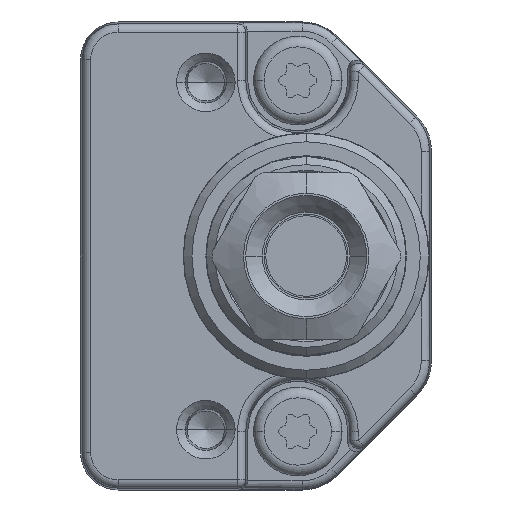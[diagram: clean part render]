
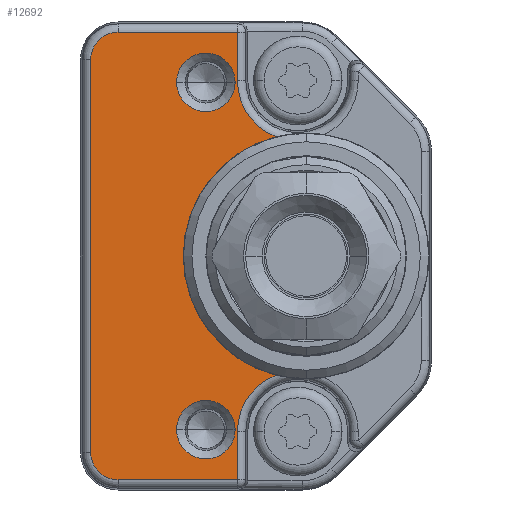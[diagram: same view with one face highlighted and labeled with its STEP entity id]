
A CAD part, left-side view. The second image highlights one B-rep face of the part: STEP entity #12692.
In plain terms, the highlighted planar face has unit normal (-1, 0, 0).
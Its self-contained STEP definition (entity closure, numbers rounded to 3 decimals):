
#500=CARTESIAN_POINT('',(-13.,9.297,-7.127));
#640=CARTESIAN_POINT('',(-13.,9.297,7.127));
#663=CARTESIAN_POINT('',(-13.,8.,-10.5));
#664=DIRECTION('',(1.,0.,0.));
#665=DIRECTION('',(0.,1.,0.));
#666=AXIS2_PLACEMENT_3D('',#663,#664,#665);
#668=DIRECTION('',(0.,0.,1.));
#669=VECTOR('',#668,2.891);
#670=CARTESIAN_POINT('',(-13.,11.614,-13.391));
#671=LINE('',#670,#669);
#672=DIRECTION('',(0.,-1.,0.));
#673=VECTOR('',#672,7.136);
#674=CARTESIAN_POINT('',(-13.,18.75,-13.391));
#675=LINE('',#674,#673);
#676=CARTESIAN_POINT('',(-13.,18.75,-11.75));
#677=DIRECTION('',(-1.,0.,0.));
#678=DIRECTION('',(0.,1.,0.));
#679=AXIS2_PLACEMENT_3D('',#676,#677,#678);
#681=DIRECTION('',(0.,0.,-1.));
#682=VECTOR('',#681,23.5);
#683=CARTESIAN_POINT('',(-13.,20.391,11.75));
#684=LINE('',#683,#682);
#685=CARTESIAN_POINT('',(-13.,18.75,11.75));
#686=DIRECTION('',(-1.,0.,0.));
#687=DIRECTION('',(0.,0.,1.));
#688=AXIS2_PLACEMENT_3D('',#685,#686,#687);
#690=DIRECTION('',(0.,1.,0.));
#691=VECTOR('',#690,7.136);
#692=CARTESIAN_POINT('',(-13.,11.614,13.391));
#693=LINE('',#692,#691);
#694=DIRECTION('',(0.,0.,1.));
#695=VECTOR('',#694,2.891);
#696=CARTESIAN_POINT('',(-13.,11.614,10.5));
#697=LINE('',#696,#695);
#698=CARTESIAN_POINT('',(-13.,8.,10.5));
#699=DIRECTION('',(1.,0.,0.));
#700=DIRECTION('',(0.,0.359,-0.933));
#701=AXIS2_PLACEMENT_3D('',#698,#699,#700);
#703=CARTESIAN_POINT('',(-13.,7.5,0.));
#704=DIRECTION('',(-1.,0.,0.));
#705=DIRECTION('',(0.,0.244,0.97));
#706=AXIS2_PLACEMENT_3D('',#703,#704,#705);
#708=CARTESIAN_POINT('',(-13.,13.5,-10.392));
#709=DIRECTION('',(1.,0.,0.));
#710=DIRECTION('',(0.,-1.,0.));
#711=AXIS2_PLACEMENT_3D('',#708,#709,#710);
#713=CARTESIAN_POINT('',(-13.,13.5,-10.392));
#714=DIRECTION('',(1.,0.,0.));
#715=DIRECTION('',(0.,1.,0.));
#716=AXIS2_PLACEMENT_3D('',#713,#714,#715);
#718=CARTESIAN_POINT('',(-13.,13.5,10.392));
#719=DIRECTION('',(1.,0.,0.));
#720=DIRECTION('',(0.,-1.,0.));
#721=AXIS2_PLACEMENT_3D('',#718,#719,#720);
#723=CARTESIAN_POINT('',(-13.,13.5,10.392));
#724=DIRECTION('',(1.,0.,0.));
#725=DIRECTION('',(0.,1.,0.));
#726=AXIS2_PLACEMENT_3D('',#723,#724,#725);
#10911=VERTEX_POINT('',#500);
#10912=VERTEX_POINT('',#640);
#10929=CARTESIAN_POINT('',(-13.,20.391,-11.75));
#10930=CARTESIAN_POINT('',(-13.,18.75,-13.391));
#10931=VERTEX_POINT('',#10929);
#10932=VERTEX_POINT('',#10930);
#10937=CARTESIAN_POINT('',(-13.,20.391,11.75));
#10938=VERTEX_POINT('',#10937);
#10941=CARTESIAN_POINT('',(-13.,18.75,13.391));
#10942=VERTEX_POINT('',#10941);
#10971=CARTESIAN_POINT('',(-13.,11.614,-10.5));
#10972=VERTEX_POINT('',#10971);
#10973=CARTESIAN_POINT('',(-13.,11.614,-13.391));
#10974=VERTEX_POINT('',#10973);
#10991=CARTESIAN_POINT('',(-13.,11.614,10.5));
#10992=VERTEX_POINT('',#10991);
#10993=CARTESIAN_POINT('',(-13.,11.614,13.391));
#10994=VERTEX_POINT('',#10993);
#11052=CARTESIAN_POINT('',(-13.,11.75,-10.392));
#11053=CARTESIAN_POINT('',(-13.,15.25,-10.392));
#11054=VERTEX_POINT('',#11052);
#11055=VERTEX_POINT('',#11053);
#11060=CARTESIAN_POINT('',(-13.,11.75,10.392));
#11061=CARTESIAN_POINT('',(-13.,15.25,10.392));
#11062=VERTEX_POINT('',#11060);
#11063=VERTEX_POINT('',#11061);
#12657=CARTESIAN_POINT('',(-13.,0.,0.));
#12658=DIRECTION('',(-1.,0.,0.));
#12659=DIRECTION('',(0.,0.,1.));
#12660=AXIS2_PLACEMENT_3D('',#12657,#12658,#12659);
#12661=PLANE('',#12660);
#12662=ORIENTED_EDGE('',*,*,#12505,.F.);
#12664=ORIENTED_EDGE('',*,*,#12663,.F.);
#12666=ORIENTED_EDGE('',*,*,#12665,.F.);
#12668=ORIENTED_EDGE('',*,*,#12667,.F.);
#12670=ORIENTED_EDGE('',*,*,#12669,.F.);
#12672=ORIENTED_EDGE('',*,*,#12671,.F.);
#12674=ORIENTED_EDGE('',*,*,#12673,.F.);
#12675=ORIENTED_EDGE('',*,*,#12648,.F.);
#12676=ORIENTED_EDGE('',*,*,#12606,.F.);
#12677=ORIENTED_EDGE('',*,*,#12520,.T.);
#12678=EDGE_LOOP('',(#12662,#12664,#12666,#12668,#12670,#12672,#12674,#12675,
#12676,#12677));
#12679=FACE_OUTER_BOUND('',#12678,.F.);
#12681=ORIENTED_EDGE('',*,*,#12680,.F.);
#12683=ORIENTED_EDGE('',*,*,#12682,.F.);
#12684=EDGE_LOOP('',(#12681,#12683));
#12685=FACE_BOUND('',#12684,.F.);
#12687=ORIENTED_EDGE('',*,*,#12686,.F.);
#12689=ORIENTED_EDGE('',*,*,#12688,.F.);
#12690=EDGE_LOOP('',(#12687,#12689));
#12691=FACE_BOUND('',#12690,.F.);
#12692=ADVANCED_FACE('',(#12679,#12685,#12691),#12661,.T.);
#667=CIRCLE('',#666,3.614);
#680=CIRCLE('',#679,1.641);
#689=CIRCLE('',#688,1.641);
#702=CIRCLE('',#701,3.614);
#707=CIRCLE('',#706,7.35);
#712=CIRCLE('',#711,1.75);
#717=CIRCLE('',#716,1.75);
#722=CIRCLE('',#721,1.75);
#727=CIRCLE('',#726,1.75);
#12505=EDGE_CURVE('',#10972,#10911,#667,.T.);
#12520=EDGE_CURVE('',#10912,#10911,#707,.T.);
#12606=EDGE_CURVE('',#10912,#10992,#702,.T.);
#12648=EDGE_CURVE('',#10992,#10994,#697,.T.);
#12663=EDGE_CURVE('',#10974,#10972,#671,.T.);
#12665=EDGE_CURVE('',#10932,#10974,#675,.T.);
#12667=EDGE_CURVE('',#10931,#10932,#680,.T.);
#12669=EDGE_CURVE('',#10938,#10931,#684,.T.);
#12671=EDGE_CURVE('',#10942,#10938,#689,.T.);
#12673=EDGE_CURVE('',#10994,#10942,#693,.T.);
#12680=EDGE_CURVE('',#11054,#11055,#712,.T.);
#12682=EDGE_CURVE('',#11055,#11054,#717,.T.);
#12686=EDGE_CURVE('',#11062,#11063,#722,.T.);
#12688=EDGE_CURVE('',#11063,#11062,#727,.T.);
